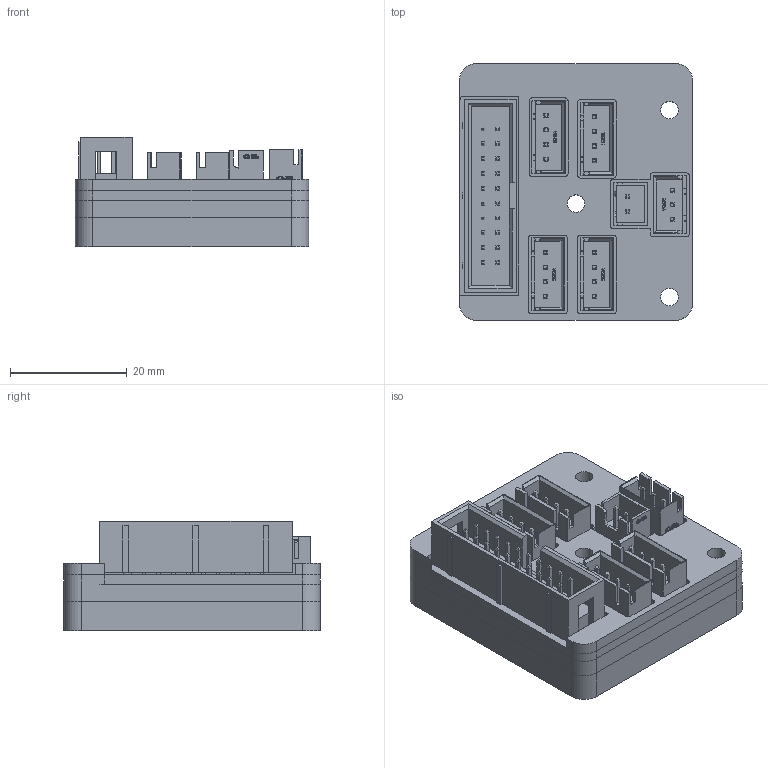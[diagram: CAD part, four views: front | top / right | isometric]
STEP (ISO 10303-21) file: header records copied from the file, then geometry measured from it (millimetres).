
FILE_DESCRIPTION(/* description */ (''),/* implementation_level */ '2;1');
FILE_NAME(/* name */ 'Trousersnake_base.step',/* time_stamp */ '2023-05-25T13:16:59+08:00',/* author */ (''),/* organization */ (''),/* preprocessor_version */ 'ST-DEVELOPER v19.2',/* originating_system */ 'Autodesk Translation Framework v12.4.0.73',/* authorisation */ '');
FILE_SCHEMA (('AUTOMOTIVE_DESIGN { 1 0 10303 214 3 1 1 }'));
Products named in the file (17): 3D_PCB_gantrykill base_2023-05-24; COMPOUND; A1; A2; B1; B2; CONN-TH_B4B-XH-AM-LF-SN; COMPOUND (1); ENDSTOP; CONN-TH_3P-P2.50_B3B-XH-AM-LF-SN; COMPOUND (2); THERMISTOR; CONN-TH_B2B-XH-A-GU; COMPOUND (3); GANTRY; IDC-TH_20P-P2.54-V-R2-C10-S2.54; SOLID
Assembly tree (19 placements, depth 4):
  3D_PCB_gantrykill base_2023-05-24
    COMPOUND
    A1
      CONN-TH_B4B-XH-AM-LF-SN
        COMPOUND (1)
    A2
      CONN-TH_B4B-XH-AM-LF-SN
        COMPOUND (1)
    B1
      CONN-TH_B4B-XH-AM-LF-SN
        COMPOUND (1)
    B2
      CONN-TH_B4B-XH-AM-LF-SN
        COMPOUND (1)
    ENDSTOP
      CONN-TH_3P-P2.50_B3B-XH-AM-LF-SN
        COMPOUND (2)
    THERMISTOR
      CONN-TH_B2B-XH-A-GU
        COMPOUND (3)
    GANTRY
      IDC-TH_20P-P2.54-V-R2-C10-S2.54
        SOLID
Bounding box: 39.97 x 43.97 x 18.8 mm (x, y, z)
Volume: 18962 mm3; surface area: 21251.9 mm2
Topology: 89 solids, 89 shells, 3699 faces, 9825 edges, 6478 vertices
Faces by surface type: plane 2410, bspline 770, cylinder 519
Full cylindrical faces by diameter (mm): 0.305 x10, 1 x6, 1.1 x37, 1.2 x9, 3 x11, 4.2 x3, 6 x2
Entity records: 75283 total; most frequent: CARTESIAN_POINT 18593, ORIENTED_EDGE 11766, DIRECTION 10005, EDGE_CURVE 5883, LINE 4397, VECTOR 4397, VERTEX_POINT 3856, AXIS2_PLACEMENT_3D 2804
